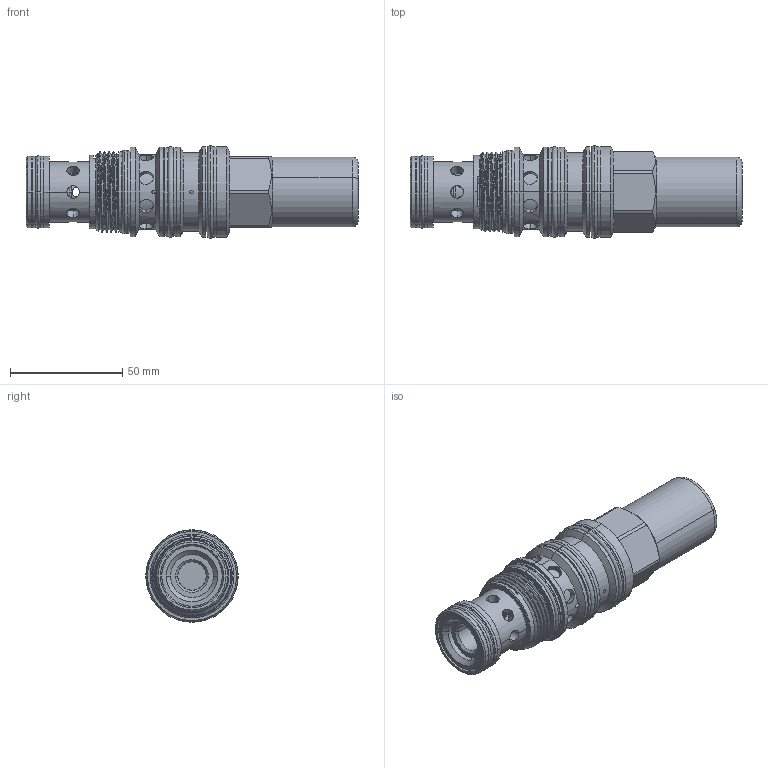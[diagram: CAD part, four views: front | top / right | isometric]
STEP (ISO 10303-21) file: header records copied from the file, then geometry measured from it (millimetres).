
FILE_DESCRIPTION (( 'STEP AP203' ), '1' );
FILE_NAME ('PV23A40(43)(45)-C.STEP', '2020-03-23T05:39:30', ( '' ), ( '' ), 'SwSTEP 2.0', 'SolidWorks 2018', '' );
FILE_SCHEMA (( 'CONFIG_CONTROL_DESIGN' ));
Length unit declared in the file: millimetre
Products named in the file (1): PV23A40(43)(45)-C
Bounding box: 147.86 x 41.18 x 41.18 mm (x, y, z)
Volume: 109716.7 mm3; surface area: 39907.6 mm2
Topology: 11 solids, 19 shells, 451 faces, 1110 edges, 684 vertices
Faces by surface type: cylinder 264, plane 98, cone 42, torus 40, bspline 7
Entity records: 20884 total; most frequent: CARTESIAN_POINT 10274, ORIENTED_EDGE 2216, DIRECTION 2206, EDGE_CURVE 1108, AXIS2_PLACEMENT_3D 924, VERTEX_POINT 684, EDGE_LOOP 530, CIRCLE 479
